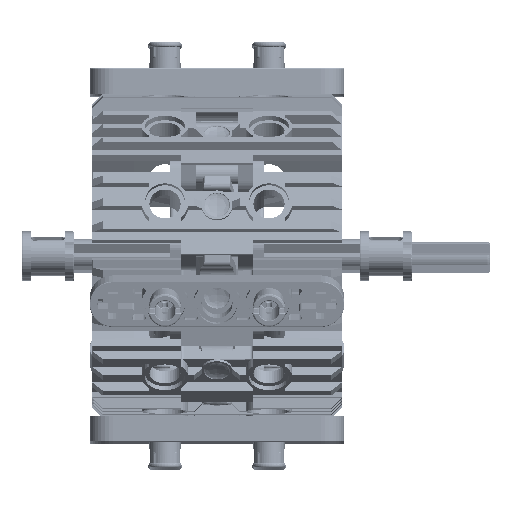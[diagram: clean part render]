
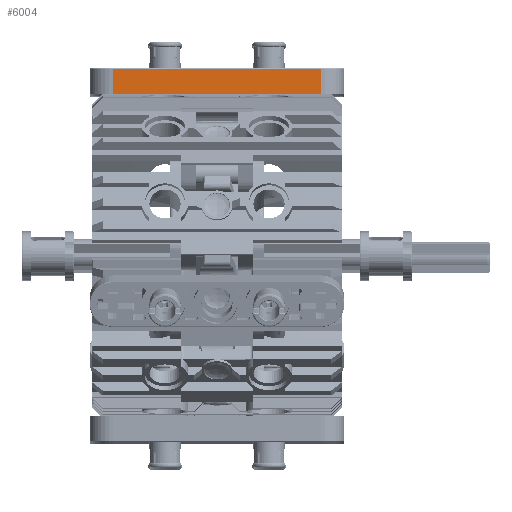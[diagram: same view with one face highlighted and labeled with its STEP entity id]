
A CAD part, top view. The second image highlights one B-rep face of the part: STEP entity #6004.
In plain terms, the highlighted face is planar.
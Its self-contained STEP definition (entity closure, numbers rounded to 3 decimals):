
#221 = ORIENTED_EDGE ( 'NONE', *, *, #11483, .T. ) ;
#985 = EDGE_LOOP ( 'NONE', ( #14184, #221, #24042, #42074 ) ) ;
#2961 = VECTOR ( 'NONE', #34899, 1000. ) ;
#3922 = CARTESIAN_POINT ( 'NONE',  ( -3.6, -16., 0. ) ) ;
#6004 = ADVANCED_FACE ( 'NONE', ( #44934 ), #14523, .T. ) ;
#6478 = LINE ( 'NONE', #20696, #36687 ) ;
#7699 = EDGE_CURVE ( 'NONE', #28331, #24163, #6478, .T. ) ;
#9667 = DIRECTION ( 'NONE',  ( 0., -1., 0. ) ) ;
#9983 = CARTESIAN_POINT ( 'NONE',  ( -3.6, -8., 1.9 ) ) ;
#10634 = LINE ( 'NONE', #3922, #2961 ) ;
#11483 = EDGE_CURVE ( 'NONE', #28331, #26340, #10634, .T. ) ;
#14184 = ORIENTED_EDGE ( 'NONE', *, *, #7699, .F. ) ;
#14523 = PLANE ( 'NONE',  #20843 ) ;
#14683 = DIRECTION ( 'NONE',  ( 0., -1., 0. ) ) ;
#17353 = CARTESIAN_POINT ( 'NONE',  ( -3.6, -16., -1.9 ) ) ;
#18070 = LINE ( 'NONE', #34080, #30685 ) ;
#18652 = VECTOR ( 'NONE', #9667, 1000. ) ;
#19293 = CARTESIAN_POINT ( 'NONE',  ( -3.6, 16., 1.9 ) ) ;
#20696 = CARTESIAN_POINT ( 'NONE',  ( -3.6, -8., -1.9 ) ) ;
#20843 = AXIS2_PLACEMENT_3D ( 'NONE', #43042, #25109, #14683 ) ;
#23951 = CARTESIAN_POINT ( 'NONE',  ( -3.6, 16., -1.9 ) ) ;
#24042 = ORIENTED_EDGE ( 'NONE', *, *, #24089, .F. ) ;
#24089 = EDGE_CURVE ( 'NONE', #39452, #26340, #29088, .T. ) ;
#24141 = EDGE_CURVE ( 'NONE', #24163, #39452, #18070, .T. ) ;
#24163 = VERTEX_POINT ( 'NONE', #23951 ) ;
#25109 = DIRECTION ( 'NONE',  ( -1., 0., 0. ) ) ;
#26340 = VERTEX_POINT ( 'NONE', #26467 ) ;
#26467 = CARTESIAN_POINT ( 'NONE',  ( -3.6, -16., 1.9 ) ) ;
#27018 = DIRECTION ( 'NONE',  ( 0., 0., 1. ) ) ;
#27431 = DIRECTION ( 'NONE',  ( 0., 1., 0. ) ) ;
#28331 = VERTEX_POINT ( 'NONE', #17353 ) ;
#29088 = LINE ( 'NONE', #9983, #18652 ) ;
#30685 = VECTOR ( 'NONE', #27018, 1000. ) ;
#34080 = CARTESIAN_POINT ( 'NONE',  ( -3.6, 16., 0. ) ) ;
#34899 = DIRECTION ( 'NONE',  ( 0., 0., 1. ) ) ;
#36687 = VECTOR ( 'NONE', #27431, 1000. ) ;
#39452 = VERTEX_POINT ( 'NONE', #19293 ) ;
#42074 = ORIENTED_EDGE ( 'NONE', *, *, #24141, .F. ) ;
#43042 = CARTESIAN_POINT ( 'NONE',  ( -3.6, -16., 0. ) ) ;
#44934 = FACE_OUTER_BOUND ( 'NONE', #985, .T. ) ;
